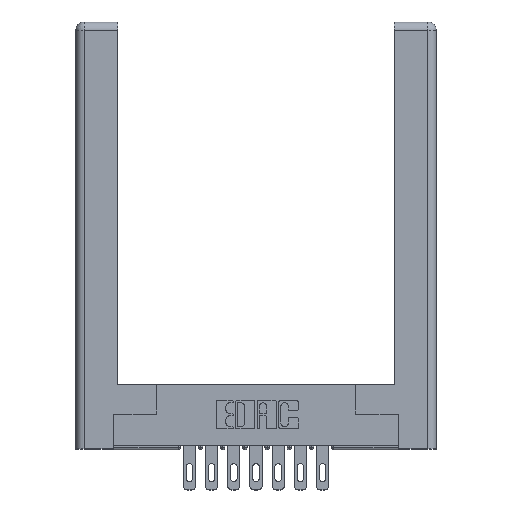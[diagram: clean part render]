
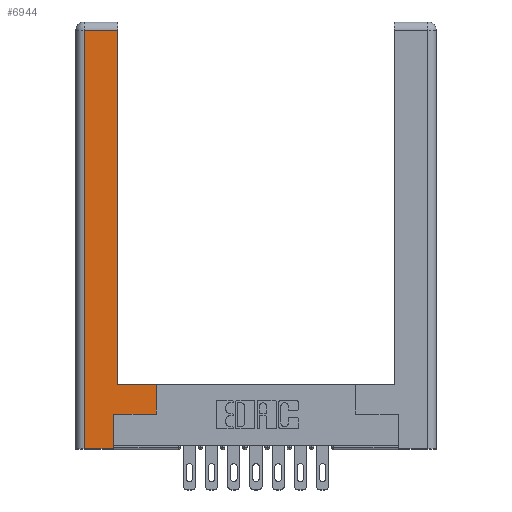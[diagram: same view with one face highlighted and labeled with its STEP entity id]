
A CAD part, top view. The second image highlights one B-rep face of the part: STEP entity #6944.
In plain terms, the highlighted planar face has unit normal (0, 0, 1).
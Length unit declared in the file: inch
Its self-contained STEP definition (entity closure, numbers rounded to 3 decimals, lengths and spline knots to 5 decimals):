
#1 = EDGE_CURVE ( 'NONE', #7038, #3428, #7236, .T. ) ;
#25 = CARTESIAN_POINT ( 'NONE',  ( 0., 0., 0. ) ) ;
#129 = ORIENTED_EDGE ( 'NONE', *, *, #2434, .T. ) ;
#924 = VERTEX_POINT ( 'NONE', #9254 ) ;
#1203 = DIRECTION ( 'NONE',  ( -1., 0., 0. ) ) ;
#1239 = DIRECTION ( 'NONE',  ( 1., 0., 0. ) ) ;
#1315 = ORIENTED_EDGE ( 'NONE', *, *, #1, .T. ) ;
#2359 = VERTEX_POINT ( 'NONE', #5608 ) ;
#2434 = EDGE_CURVE ( 'NONE', #924, #7038, #8599, .T. ) ;
#2927 = LINE ( 'NONE', #5749, #13744 ) ;
#3124 = EDGE_CURVE ( 'NONE', #5046, #12032, #10850, .T. ) ;
#3428 = VERTEX_POINT ( 'NONE', #4347 ) ;
#3439 = CARTESIAN_POINT ( 'NONE',  ( 0.265, 0.245, 0. ) ) ;
#3495 = DIRECTION ( 'NONE',  ( 0., 1., 0. ) ) ;
#3529 = ORIENTED_EDGE ( 'NONE', *, *, #11311, .T. ) ;
#3785 = VECTOR ( 'NONE', #13864, 39.37008 ) ;
#4128 = CARTESIAN_POINT ( 'NONE',  ( 0.565, 0.45, 0. ) ) ;
#4179 = CARTESIAN_POINT ( 'NONE',  ( 0.565, 0.245, 0. ) ) ;
#4347 = CARTESIAN_POINT ( 'NONE',  ( 0.265, 0.245, 0. ) ) ;
#4473 = VECTOR ( 'NONE', #3495, 39.37008 ) ;
#4740 = ORIENTED_EDGE ( 'NONE', *, *, #3124, .T. ) ;
#5046 = VERTEX_POINT ( 'NONE', #6175 ) ;
#5145 = EDGE_CURVE ( 'NONE', #12032, #7787, #12085, .T. ) ;
#5191 = VECTOR ( 'NONE', #8587, 39.37008 ) ;
#5608 = CARTESIAN_POINT ( 'NONE',  ( 0.0615, 2.94, 0. ) ) ;
#5663 = CARTESIAN_POINT ( 'NONE',  ( 0.295, 3., 0. ) ) ;
#5749 = CARTESIAN_POINT ( 'NONE',  ( 0.0615, 0., 0. ) ) ;
#5896 = CARTESIAN_POINT ( 'NONE',  ( 0.265, 0., 0. ) ) ;
#6006 = VERTEX_POINT ( 'NONE', #8264 ) ;
#6175 = CARTESIAN_POINT ( 'NONE',  ( 0.565, 0.45, 0. ) ) ;
#6179 = EDGE_CURVE ( 'NONE', #7787, #2359, #10983, .T. ) ;
#6205 = VECTOR ( 'NONE', #1239, 39.37008 ) ;
#6825 = DIRECTION ( 'NONE',  ( 0., -1., 0. ) ) ;
#6944 = ADVANCED_FACE ( 'NONE', ( #11609 ), #11875, .F. ) ;
#6993 = DIRECTION ( 'NONE',  ( -1., 0., 0. ) ) ;
#7038 = VERTEX_POINT ( 'NONE', #5896 ) ;
#7138 = CARTESIAN_POINT ( 'NONE',  ( 0.295, 2.94, 0. ) ) ;
#7224 = EDGE_CURVE ( 'NONE', #3428, #6006, #10788, .T. ) ;
#7236 = LINE ( 'NONE', #3439, #4473 ) ;
#7532 = CARTESIAN_POINT ( 'NONE',  ( 0.295, 0.45, 0. ) ) ;
#7730 = ORIENTED_EDGE ( 'NONE', *, *, #7224, .T. ) ;
#7787 = VERTEX_POINT ( 'NONE', #7138 ) ;
#7794 = DIRECTION ( 'NONE',  ( 0., 0., -1. ) ) ;
#7814 = LINE ( 'NONE', #4128, #10529 ) ;
#8134 = VECTOR ( 'NONE', #6993, 39.37008 ) ;
#8264 = CARTESIAN_POINT ( 'NONE',  ( 0.565, 0.245, 0. ) ) ;
#8279 = DIRECTION ( 'NONE',  ( 1., 0., 0. ) ) ;
#8563 = EDGE_LOOP ( 'NONE', ( #11938, #8592, #12852, #129, #1315, #7730, #3529, #4740 ) ) ;
#8587 = DIRECTION ( 'NONE',  ( -1., 0., 0. ) ) ;
#8592 = ORIENTED_EDGE ( 'NONE', *, *, #6179, .T. ) ;
#8599 = LINE ( 'NONE', #8841, #6205 ) ;
#8829 = AXIS2_PLACEMENT_3D ( 'NONE', #25, #7794, #1203 ) ;
#8841 = CARTESIAN_POINT ( 'NONE',  ( 0.265, 0., 0. ) ) ;
#9005 = CARTESIAN_POINT ( 'NONE',  ( 0.295, 0.45, 0. ) ) ;
#9254 = CARTESIAN_POINT ( 'NONE',  ( 0.0615, 0., 0. ) ) ;
#9548 = CARTESIAN_POINT ( 'NONE',  ( 0.0615, 2.94, 0. ) ) ;
#10315 = DIRECTION ( 'NONE',  ( 0., 1., 0. ) ) ;
#10529 = VECTOR ( 'NONE', #10315, 39.37008 ) ;
#10788 = LINE ( 'NONE', #4179, #13224 ) ;
#10850 = LINE ( 'NONE', #9005, #8134 ) ;
#10983 = LINE ( 'NONE', #9548, #5191 ) ;
#11009 = EDGE_CURVE ( 'NONE', #2359, #924, #2927, .T. ) ;
#11311 = EDGE_CURVE ( 'NONE', #6006, #5046, #7814, .T. ) ;
#11609 = FACE_OUTER_BOUND ( 'NONE', #8563, .T. ) ;
#11875 = PLANE ( 'NONE',  #8829 ) ;
#11938 = ORIENTED_EDGE ( 'NONE', *, *, #5145, .T. ) ;
#12032 = VERTEX_POINT ( 'NONE', #7532 ) ;
#12085 = LINE ( 'NONE', #5663, #3785 ) ;
#12852 = ORIENTED_EDGE ( 'NONE', *, *, #11009, .T. ) ;
#13224 = VECTOR ( 'NONE', #8279, 39.37008 ) ;
#13744 = VECTOR ( 'NONE', #6825, 39.37008 ) ;
#13864 = DIRECTION ( 'NONE',  ( 0., 1., 0. ) ) ;
